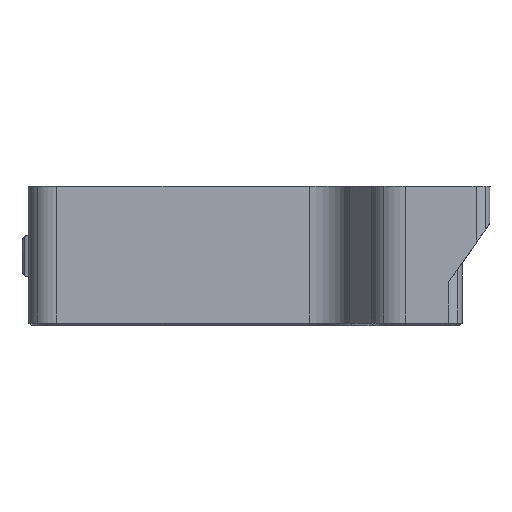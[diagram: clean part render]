
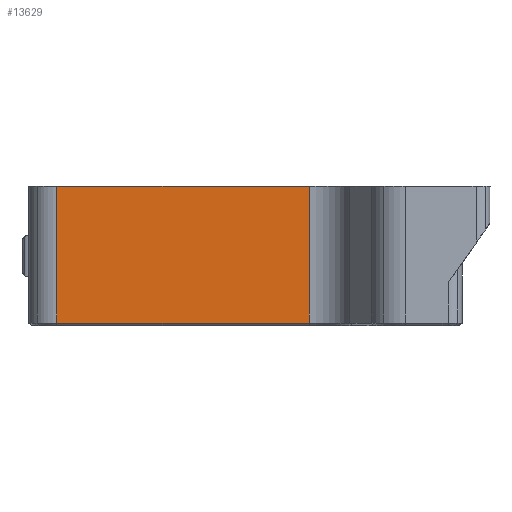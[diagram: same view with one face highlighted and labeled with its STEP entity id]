
A CAD part, left-side view. The second image highlights one B-rep face of the part: STEP entity #13629.
In plain terms, the highlighted planar face has unit normal (-1, 0, 0).
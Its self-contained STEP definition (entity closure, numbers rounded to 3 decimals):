
#365 = CARTESIAN_POINT ( 'NONE',  ( -98.3, 25.898, 20. ) ) ;
#1607 = FACE_OUTER_BOUND ( 'NONE', #10750, .T. ) ;
#2386 = VERTEX_POINT ( 'NONE', #6352 ) ;
#3192 = CARTESIAN_POINT ( 'NONE',  ( -98.3, 25.898, 20. ) ) ;
#3589 = CARTESIAN_POINT ( 'NONE',  ( -98.3, 62., 20. ) ) ;
#3616 = DIRECTION ( 'NONE',  ( 0., -1., 0. ) ) ;
#3669 = LINE ( 'NONE', #3589, #15693 ) ;
#3850 = EDGE_CURVE ( 'NONE', #2386, #15217, #16036, .T. ) ;
#4072 = ORIENTED_EDGE ( 'NONE', *, *, #12188, .F. ) ;
#4167 = VECTOR ( 'NONE', #16109, 1000. ) ;
#4862 = ORIENTED_EDGE ( 'NONE', *, *, #3850, .F. ) ;
#5132 = CARTESIAN_POINT ( 'NONE',  ( -98.3, 25.898, 0.4 ) ) ;
#5666 = VERTEX_POINT ( 'NONE', #5132 ) ;
#5778 = EDGE_CURVE ( 'NONE', #7005, #5666, #7164, .T. ) ;
#6034 = VECTOR ( 'NONE', #8215, 1000. ) ;
#6352 = CARTESIAN_POINT ( 'NONE',  ( -98.3, 62., 20. ) ) ;
#7005 = VERTEX_POINT ( 'NONE', #10204 ) ;
#7164 = LINE ( 'NONE', #12514, #10709 ) ;
#7297 = EDGE_CURVE ( 'NONE', #7005, #2386, #3669, .T. ) ;
#7741 = CARTESIAN_POINT ( 'NONE',  ( -98.3, 25.898, 20. ) ) ;
#7974 = LINE ( 'NONE', #3192, #6034 ) ;
#8215 = DIRECTION ( 'NONE',  ( 0., 0., -1. ) ) ;
#8616 = DIRECTION ( 'NONE',  ( 0., 0., 1. ) ) ;
#9026 = DIRECTION ( 'NONE',  ( 1., 0., 0. ) ) ;
#9646 = ORIENTED_EDGE ( 'NONE', *, *, #7297, .F. ) ;
#10204 = CARTESIAN_POINT ( 'NONE',  ( -98.3, 62., 0.4 ) ) ;
#10709 = VECTOR ( 'NONE', #3616, 1000. ) ;
#10750 = EDGE_LOOP ( 'NONE', ( #13116, #4072, #4862, #9646 ) ) ;
#11173 = CARTESIAN_POINT ( 'NONE',  ( -98.3, 29.449, 20. ) ) ;
#11223 = AXIS2_PLACEMENT_3D ( 'NONE', #365, #9026, #12725 ) ;
#12188 = EDGE_CURVE ( 'NONE', #15217, #5666, #7974, .T. ) ;
#12514 = CARTESIAN_POINT ( 'NONE',  ( -98.3, 29.449, 0.4 ) ) ;
#12725 = DIRECTION ( 'NONE',  ( 0., -1., 0. ) ) ;
#13116 = ORIENTED_EDGE ( 'NONE', *, *, #5778, .T. ) ;
#13629 = ADVANCED_FACE ( 'NONE', ( #1607 ), #15197, .F. ) ;
#15197 = PLANE ( 'NONE',  #11223 ) ;
#15217 = VERTEX_POINT ( 'NONE', #7741 ) ;
#15693 = VECTOR ( 'NONE', #8616, 1000. ) ;
#16036 = LINE ( 'NONE', #11173, #4167 ) ;
#16109 = DIRECTION ( 'NONE',  ( 0., -1., 0. ) ) ;
